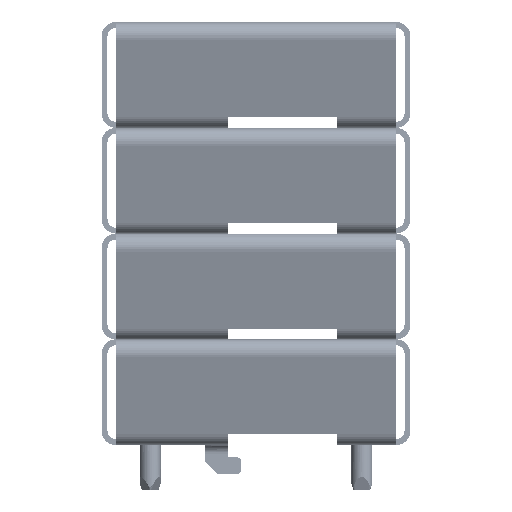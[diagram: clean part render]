
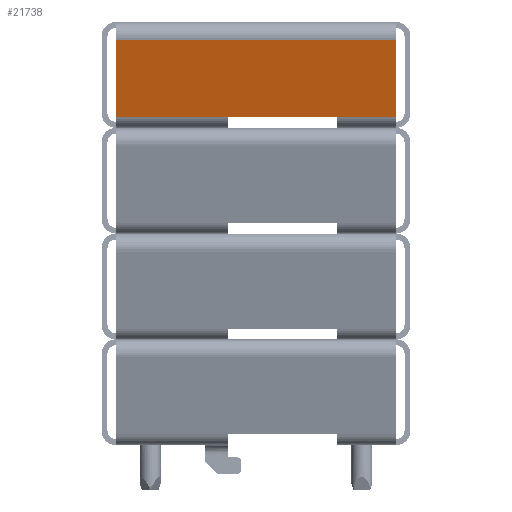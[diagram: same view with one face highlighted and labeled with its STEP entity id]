
A CAD part, left-side view. The second image highlights one B-rep face of the part: STEP entity #21738.
In plain terms, the highlighted planar face has unit normal (-0.966, 0, -0.259).
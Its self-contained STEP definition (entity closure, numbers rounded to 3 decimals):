
#716 = ORIENTED_EDGE ( 'NONE', *, *, #9004, .F. ) ;
#1029 = ORIENTED_EDGE ( 'NONE', *, *, #11038, .F. ) ;
#1379 = ORIENTED_EDGE ( 'NONE', *, *, #9128, .F. ) ;
#2076 = EDGE_CURVE ( 'NONE', #20271, #28905, #21058, .T. ) ;
#2399 = LINE ( 'NONE', #16679, #25021 ) ;
#2537 = EDGE_LOOP ( 'NONE', ( #1029, #27001, #1379, #29124, #716, #13010 ) ) ;
#5354 = VECTOR ( 'NONE', #6368, 1000. ) ;
#5416 = LINE ( 'NONE', #13143, #28753 ) ;
#5890 = CARTESIAN_POINT ( 'NONE',  ( -222.007, -19.1, -9.98 ) ) ;
#5936 = CARTESIAN_POINT ( 'NONE',  ( -222.007, 33.1, -9.98 ) ) ;
#6368 = DIRECTION ( 'NONE',  ( -0.259, 0., 0.966 ) ) ;
#7746 = DIRECTION ( 'NONE',  ( 0., 1., 0. ) ) ;
#7813 = LINE ( 'NONE', #17049, #8199 ) ;
#8008 = PLANE ( 'NONE',  #28899 ) ;
#8199 = VECTOR ( 'NONE', #7746, 1000. ) ;
#8632 = FACE_OUTER_BOUND ( 'NONE', #2537, .T. ) ;
#9004 = EDGE_CURVE ( 'NONE', #9038, #28905, #7813, .T. ) ;
#9038 = VERTEX_POINT ( 'NONE', #5890 ) ;
#9128 = EDGE_CURVE ( 'NONE', #20271, #25498, #15612, .T. ) ;
#9707 = CARTESIAN_POINT ( 'NONE',  ( -222.007, 33.1, -9.98 ) ) ;
#10259 = DIRECTION ( 'NONE',  ( 0.966, 0., 0.259 ) ) ;
#11038 = EDGE_CURVE ( 'NONE', #27956, #24285, #5416, .T. ) ;
#12559 = EDGE_CURVE ( 'NONE', #25498, #27956, #2399, .T. ) ;
#13010 = ORIENTED_EDGE ( 'NONE', *, *, #25790, .T. ) ;
#13143 = CARTESIAN_POINT ( 'NONE',  ( -222.007, -33.1, -9.98 ) ) ;
#13509 = VECTOR ( 'NONE', #21063, 1000. ) ;
#14246 = CARTESIAN_POINT ( 'NONE',  ( -222.007, 33.1, -9.98 ) ) ;
#14714 = VECTOR ( 'NONE', #20932, 1000. ) ;
#15612 = LINE ( 'NONE', #24043, #5354 ) ;
#16679 = CARTESIAN_POINT ( 'NONE',  ( -226.884, 33.1, 8.22 ) ) ;
#17049 = CARTESIAN_POINT ( 'NONE',  ( -222.007, -23.47, -9.98 ) ) ;
#17987 = CARTESIAN_POINT ( 'NONE',  ( -222.007, 33.1, -9.98 ) ) ;
#18584 = CARTESIAN_POINT ( 'NONE',  ( -226.884, -33.1, 8.22 ) ) ;
#20271 = VERTEX_POINT ( 'NONE', #17987 ) ;
#20757 = CARTESIAN_POINT ( 'NONE',  ( -222.007, 6.5, -9.98 ) ) ;
#20932 = DIRECTION ( 'NONE',  ( 0., -1., 0. ) ) ;
#21058 = LINE ( 'NONE', #14246, #14714 ) ;
#21063 = DIRECTION ( 'NONE',  ( 0., -1., 0. ) ) ;
#21738 = ADVANCED_FACE ( 'NONE', ( #8632 ), #8008, .F. ) ;
#24043 = CARTESIAN_POINT ( 'NONE',  ( -222.007, 33.1, -9.98 ) ) ;
#24285 = VERTEX_POINT ( 'NONE', #24297 ) ;
#24297 = CARTESIAN_POINT ( 'NONE',  ( -222.007, -33.1, -9.98 ) ) ;
#25021 = VECTOR ( 'NONE', #28040, 1000. ) ;
#25498 = VERTEX_POINT ( 'NONE', #25750 ) ;
#25750 = CARTESIAN_POINT ( 'NONE',  ( -226.884, 33.1, 8.22 ) ) ;
#25790 = EDGE_CURVE ( 'NONE', #9038, #24285, #26590, .T. ) ;
#26087 = DIRECTION ( 'NONE',  ( 0.259, 0., -0.966 ) ) ;
#26590 = LINE ( 'NONE', #9707, #13509 ) ;
#26782 = DIRECTION ( 'NONE',  ( 0.259, 0., -0.966 ) ) ;
#27001 = ORIENTED_EDGE ( 'NONE', *, *, #12559, .F. ) ;
#27956 = VERTEX_POINT ( 'NONE', #18584 ) ;
#28040 = DIRECTION ( 'NONE',  ( 0., -1., 0. ) ) ;
#28753 = VECTOR ( 'NONE', #26782, 1000. ) ;
#28899 = AXIS2_PLACEMENT_3D ( 'NONE', #5936, #10259, #26087 ) ;
#28905 = VERTEX_POINT ( 'NONE', #20757 ) ;
#29124 = ORIENTED_EDGE ( 'NONE', *, *, #2076, .T. ) ;
